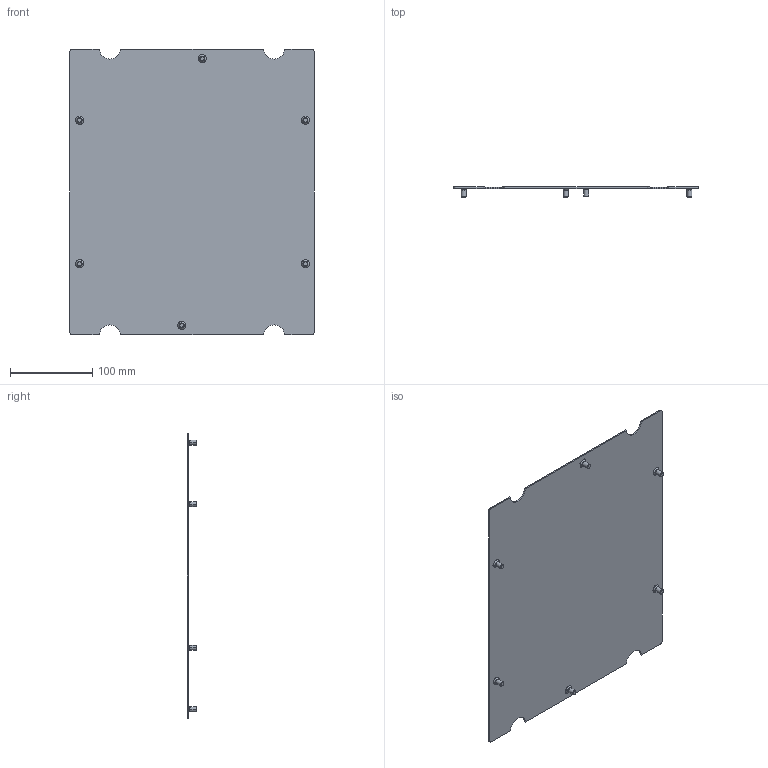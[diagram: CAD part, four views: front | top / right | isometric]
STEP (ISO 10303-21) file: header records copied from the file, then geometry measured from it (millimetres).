
FILE_DESCRIPTION(('STEP AP214'),'1');
FILE_NAME('cctmp_DA07F306-5294-41DF-8AB0-6BBB9A64827E_2024_05_06_11_27_57_0059..stp','2024-05-06T09:27:57',('SIEMENS A&D'),('CADClick - www.CADClick.com'),'Spatial InterOp 3D',' ','unknown authorization');
FILE_SCHEMA(('AUTOMOTIVE_DESIGN'));
Length unit declared in the file: millimetre
Products named in the file (8): cc_unnamed; 2024_05_06_11_27_57_0044; 2024_05_06_11_27_57_0013; 2024_05_06_11_27_56_0982; 2024_05_06_11_27_56_0950; 2024_05_06_11_27_56_0919; 2024_05_06_11_27_56_0888; 2024_05_06_11_27_56_0856
Assembly tree (7 placements, depth 2):
  cc_unnamed
    2024_05_06_11_27_57_0044
    2024_05_06_11_27_57_0013
    2024_05_06_11_27_56_0982
    2024_05_06_11_27_56_0950
    2024_05_06_11_27_56_0919
    2024_05_06_11_27_56_0888
    2024_05_06_11_27_56_0856
Bounding box: 297.5 x 12 x 348 mm (x, y, z)
Volume: 155423.2 mm3; surface area: 209206.8 mm2
Topology: 7 solids, 7 shells, 132 faces, 300 edges, 188 vertices
Faces by surface type: plane 64, cone 36, cylinder 32
Entity records: 4981 total; most frequent: DIRECTION 680, CARTESIAN_POINT 628, ORIENTED_EDGE 600, EDGE_CURVE 300, AXIS2_PLACEMENT_3D 240, LINE 200, VECTOR 200, VERTEX_POINT 188
